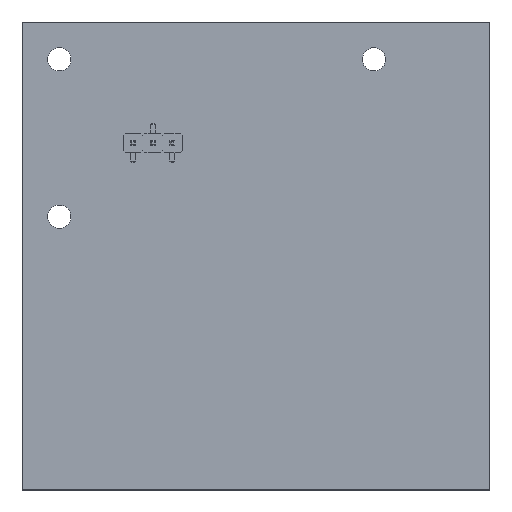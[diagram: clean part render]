
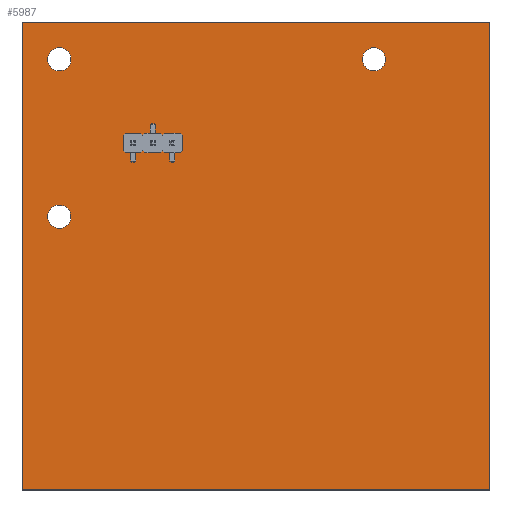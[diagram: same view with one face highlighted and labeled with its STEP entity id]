
A CAD part, top view. The second image highlights one B-rep face of the part: STEP entity #5987.
In plain terms, the highlighted planar face has unit normal (0, 0, 1).
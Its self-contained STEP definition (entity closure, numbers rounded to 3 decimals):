
#5595 = VERTEX_POINT('',#5596);
#5596 = CARTESIAN_POINT('',(205.236,-132.106,1.58));
#5603 = PLANE('',#5604);
#5604 = AXIS2_PLACEMENT_3D('',#5605,#5606,#5607);
#5605 = CARTESIAN_POINT('',(205.236,-132.106,0.));
#5606 = DIRECTION('',(0.,-1.,0.));
#5607 = DIRECTION('',(-1.,0.,0.));
#5615 = PLANE('',#5616);
#5616 = AXIS2_PLACEMENT_3D('',#5617,#5618,#5619);
#5617 = CARTESIAN_POINT('',(205.236,-71.654,0.));
#5618 = DIRECTION('',(1.,0.,-0.));
#5619 = DIRECTION('',(0.,-1.,0.));
#5627 = EDGE_CURVE('',#5595,#5628,#5630,.T.);
#5628 = VERTEX_POINT('',#5629);
#5629 = CARTESIAN_POINT('',(144.784,-132.106,1.58));
#5630 = SURFACE_CURVE('',#5631,(#5635,#5642),.PCURVE_S1.);
#5631 = LINE('',#5632,#5633);
#5632 = CARTESIAN_POINT('',(205.236,-132.106,1.58));
#5633 = VECTOR('',#5634,1.);
#5634 = DIRECTION('',(-1.,0.,0.));
#5635 = PCURVE('',#5603,#5636);
#5636 = DEFINITIONAL_REPRESENTATION('',(#5637),#5641);
#5637 = LINE('',#5638,#5639);
#5638 = CARTESIAN_POINT('',(0.,-1.58));
#5639 = VECTOR('',#5640,1.);
#5640 = DIRECTION('',(1.,0.));
#5641 = ( GEOMETRIC_REPRESENTATION_CONTEXT(2) 
PARAMETRIC_REPRESENTATION_CONTEXT() REPRESENTATION_CONTEXT('2D SPACE',''
  ) );
#5642 = PCURVE('',#5643,#5648);
#5643 = PLANE('',#5644);
#5644 = AXIS2_PLACEMENT_3D('',#5645,#5646,#5647);
#5645 = CARTESIAN_POINT('',(175.01,-101.88,1.58));
#5646 = DIRECTION('',(-0.,-0.,-1.));
#5647 = DIRECTION('',(-1.,0.,0.));
#5648 = DEFINITIONAL_REPRESENTATION('',(#5649),#5653);
#5649 = LINE('',#5650,#5651);
#5650 = CARTESIAN_POINT('',(-30.226,-30.226));
#5651 = VECTOR('',#5652,1.);
#5652 = DIRECTION('',(1.,0.));
#5653 = ( GEOMETRIC_REPRESENTATION_CONTEXT(2) 
PARAMETRIC_REPRESENTATION_CONTEXT() REPRESENTATION_CONTEXT('2D SPACE',''
  ) );
#5671 = PLANE('',#5672);
#5672 = AXIS2_PLACEMENT_3D('',#5673,#5674,#5675);
#5673 = CARTESIAN_POINT('',(144.784,-132.106,0.));
#5674 = DIRECTION('',(-1.,0.,0.));
#5675 = DIRECTION('',(0.,1.,0.));
#5715 = VERTEX_POINT('',#5716);
#5716 = CARTESIAN_POINT('',(205.236,-71.654,1.58));
#5730 = PLANE('',#5731);
#5731 = AXIS2_PLACEMENT_3D('',#5732,#5733,#5734);
#5732 = CARTESIAN_POINT('',(144.784,-71.654,0.));
#5733 = DIRECTION('',(0.,1.,0.));
#5734 = DIRECTION('',(1.,0.,0.));
#5742 = EDGE_CURVE('',#5715,#5595,#5743,.T.);
#5743 = SURFACE_CURVE('',#5744,(#5748,#5755),.PCURVE_S1.);
#5744 = LINE('',#5745,#5746);
#5745 = CARTESIAN_POINT('',(205.236,-71.654,1.58));
#5746 = VECTOR('',#5747,1.);
#5747 = DIRECTION('',(0.,-1.,0.));
#5748 = PCURVE('',#5615,#5749);
#5749 = DEFINITIONAL_REPRESENTATION('',(#5750),#5754);
#5750 = LINE('',#5751,#5752);
#5751 = CARTESIAN_POINT('',(0.,-1.58));
#5752 = VECTOR('',#5753,1.);
#5753 = DIRECTION('',(1.,0.));
#5754 = ( GEOMETRIC_REPRESENTATION_CONTEXT(2) 
PARAMETRIC_REPRESENTATION_CONTEXT() REPRESENTATION_CONTEXT('2D SPACE',''
  ) );
#5755 = PCURVE('',#5643,#5756);
#5756 = DEFINITIONAL_REPRESENTATION('',(#5757),#5761);
#5757 = LINE('',#5758,#5759);
#5758 = CARTESIAN_POINT('',(-30.226,30.226));
#5759 = VECTOR('',#5760,1.);
#5760 = DIRECTION('',(0.,-1.));
#5761 = ( GEOMETRIC_REPRESENTATION_CONTEXT(2) 
PARAMETRIC_REPRESENTATION_CONTEXT() REPRESENTATION_CONTEXT('2D SPACE',''
  ) );
#5789 = EDGE_CURVE('',#5628,#5790,#5792,.T.);
#5790 = VERTEX_POINT('',#5791);
#5791 = CARTESIAN_POINT('',(144.784,-71.654,1.58));
#5792 = SURFACE_CURVE('',#5793,(#5797,#5804),.PCURVE_S1.);
#5793 = LINE('',#5794,#5795);
#5794 = CARTESIAN_POINT('',(144.784,-132.106,1.58));
#5795 = VECTOR('',#5796,1.);
#5796 = DIRECTION('',(0.,1.,0.));
#5797 = PCURVE('',#5671,#5798);
#5798 = DEFINITIONAL_REPRESENTATION('',(#5799),#5803);
#5799 = LINE('',#5800,#5801);
#5800 = CARTESIAN_POINT('',(0.,-1.58));
#5801 = VECTOR('',#5802,1.);
#5802 = DIRECTION('',(1.,0.));
#5803 = ( GEOMETRIC_REPRESENTATION_CONTEXT(2) 
PARAMETRIC_REPRESENTATION_CONTEXT() REPRESENTATION_CONTEXT('2D SPACE',''
  ) );
#5804 = PCURVE('',#5643,#5805);
#5805 = DEFINITIONAL_REPRESENTATION('',(#5806),#5810);
#5806 = LINE('',#5807,#5808);
#5807 = CARTESIAN_POINT('',(30.226,-30.226));
#5808 = VECTOR('',#5809,1.);
#5809 = DIRECTION('',(0.,1.));
#5810 = ( GEOMETRIC_REPRESENTATION_CONTEXT(2) 
PARAMETRIC_REPRESENTATION_CONTEXT() REPRESENTATION_CONTEXT('2D SPACE',''
  ) );
#5906 = CYLINDRICAL_SURFACE('',#5907,1.5);
#5907 = AXIS2_PLACEMENT_3D('',#5908,#5909,#5910);
#5908 = CARTESIAN_POINT('',(149.61,-96.8,-0.79));
#5909 = DIRECTION('',(0.,0.,1.));
#5910 = DIRECTION('',(1.,0.,-0.));
#5941 = CYLINDRICAL_SURFACE('',#5942,1.5);
#5942 = AXIS2_PLACEMENT_3D('',#5943,#5944,#5945);
#5943 = CARTESIAN_POINT('',(190.25,-76.48,-0.79));
#5944 = DIRECTION('',(0.,0.,1.));
#5945 = DIRECTION('',(1.,0.,-0.));
#5976 = CYLINDRICAL_SURFACE('',#5977,1.5);
#5977 = AXIS2_PLACEMENT_3D('',#5978,#5979,#5980);
#5978 = CARTESIAN_POINT('',(149.61,-76.48,-0.79));
#5979 = DIRECTION('',(0.,0.,1.));
#5980 = DIRECTION('',(1.,0.,-0.));
#5987 = ADVANCED_FACE('',(#5988,#6014,#6044,#6074),#5643,.F.);
#5988 = FACE_BOUND('',#5989,.F.);
#5989 = EDGE_LOOP('',(#5990,#5991,#5992,#6013));
#5990 = ORIENTED_EDGE('',*,*,#5627,.T.);
#5991 = ORIENTED_EDGE('',*,*,#5789,.T.);
#5992 = ORIENTED_EDGE('',*,*,#5993,.T.);
#5993 = EDGE_CURVE('',#5790,#5715,#5994,.T.);
#5994 = SURFACE_CURVE('',#5995,(#5999,#6006),.PCURVE_S1.);
#5995 = LINE('',#5996,#5997);
#5996 = CARTESIAN_POINT('',(144.784,-71.654,1.58));
#5997 = VECTOR('',#5998,1.);
#5998 = DIRECTION('',(1.,0.,0.));
#5999 = PCURVE('',#5643,#6000);
#6000 = DEFINITIONAL_REPRESENTATION('',(#6001),#6005);
#6001 = LINE('',#6002,#6003);
#6002 = CARTESIAN_POINT('',(30.226,30.226));
#6003 = VECTOR('',#6004,1.);
#6004 = DIRECTION('',(-1.,0.));
#6005 = ( GEOMETRIC_REPRESENTATION_CONTEXT(2) 
PARAMETRIC_REPRESENTATION_CONTEXT() REPRESENTATION_CONTEXT('2D SPACE',''
  ) );
#6006 = PCURVE('',#5730,#6007);
#6007 = DEFINITIONAL_REPRESENTATION('',(#6008),#6012);
#6008 = LINE('',#6009,#6010);
#6009 = CARTESIAN_POINT('',(0.,-1.58));
#6010 = VECTOR('',#6011,1.);
#6011 = DIRECTION('',(1.,0.));
#6012 = ( GEOMETRIC_REPRESENTATION_CONTEXT(2) 
PARAMETRIC_REPRESENTATION_CONTEXT() REPRESENTATION_CONTEXT('2D SPACE',''
  ) );
#6013 = ORIENTED_EDGE('',*,*,#5742,.T.);
#6014 = FACE_BOUND('',#6015,.F.);
#6015 = EDGE_LOOP('',(#6016));
#6016 = ORIENTED_EDGE('',*,*,#6017,.T.);
#6017 = EDGE_CURVE('',#6018,#6018,#6020,.T.);
#6018 = VERTEX_POINT('',#6019);
#6019 = CARTESIAN_POINT('',(151.11,-96.8,1.58));
#6020 = SURFACE_CURVE('',#6021,(#6026,#6037),.PCURVE_S1.);
#6021 = CIRCLE('',#6022,1.5);
#6022 = AXIS2_PLACEMENT_3D('',#6023,#6024,#6025);
#6023 = CARTESIAN_POINT('',(149.61,-96.8,1.58));
#6024 = DIRECTION('',(0.,0.,1.));
#6025 = DIRECTION('',(1.,0.,-0.));
#6026 = PCURVE('',#5643,#6027);
#6027 = DEFINITIONAL_REPRESENTATION('',(#6028),#6036);
#6028 = ( BOUNDED_CURVE() B_SPLINE_CURVE(2,(#6029,#6030,#6031,#6032,
#6033,#6034,#6035),.UNSPECIFIED.,.T.,.F.) B_SPLINE_CURVE_WITH_KNOTS((1,2
    ,2,2,2,1),(-2.094,0.,2.094,4.189,
6.283,8.378),.UNSPECIFIED.) CURVE() 
GEOMETRIC_REPRESENTATION_ITEM() RATIONAL_B_SPLINE_CURVE((1.,0.5,1.,0.5,
1.,0.5,1.)) REPRESENTATION_ITEM('') );
#6029 = CARTESIAN_POINT('',(23.9,5.08));
#6030 = CARTESIAN_POINT('',(23.9,7.678));
#6031 = CARTESIAN_POINT('',(26.15,6.379));
#6032 = CARTESIAN_POINT('',(28.4,5.08));
#6033 = CARTESIAN_POINT('',(26.15,3.781));
#6034 = CARTESIAN_POINT('',(23.9,2.482));
#6035 = CARTESIAN_POINT('',(23.9,5.08));
#6036 = ( GEOMETRIC_REPRESENTATION_CONTEXT(2) 
PARAMETRIC_REPRESENTATION_CONTEXT() REPRESENTATION_CONTEXT('2D SPACE',''
  ) );
#6037 = PCURVE('',#5906,#6038);
#6038 = DEFINITIONAL_REPRESENTATION('',(#6039),#6043);
#6039 = LINE('',#6040,#6041);
#6040 = CARTESIAN_POINT('',(0.,2.37));
#6041 = VECTOR('',#6042,1.);
#6042 = DIRECTION('',(1.,0.));
#6043 = ( GEOMETRIC_REPRESENTATION_CONTEXT(2) 
PARAMETRIC_REPRESENTATION_CONTEXT() REPRESENTATION_CONTEXT('2D SPACE',''
  ) );
#6044 = FACE_BOUND('',#6045,.F.);
#6045 = EDGE_LOOP('',(#6046));
#6046 = ORIENTED_EDGE('',*,*,#6047,.T.);
#6047 = EDGE_CURVE('',#6048,#6048,#6050,.T.);
#6048 = VERTEX_POINT('',#6049);
#6049 = CARTESIAN_POINT('',(191.75,-76.48,1.58));
#6050 = SURFACE_CURVE('',#6051,(#6056,#6067),.PCURVE_S1.);
#6051 = CIRCLE('',#6052,1.5);
#6052 = AXIS2_PLACEMENT_3D('',#6053,#6054,#6055);
#6053 = CARTESIAN_POINT('',(190.25,-76.48,1.58));
#6054 = DIRECTION('',(0.,0.,1.));
#6055 = DIRECTION('',(1.,0.,-0.));
#6056 = PCURVE('',#5643,#6057);
#6057 = DEFINITIONAL_REPRESENTATION('',(#6058),#6066);
#6058 = ( BOUNDED_CURVE() B_SPLINE_CURVE(2,(#6059,#6060,#6061,#6062,
#6063,#6064,#6065),.UNSPECIFIED.,.T.,.F.) B_SPLINE_CURVE_WITH_KNOTS((1,2
    ,2,2,2,1),(-2.094,0.,2.094,4.189,
6.283,8.378),.UNSPECIFIED.) CURVE() 
GEOMETRIC_REPRESENTATION_ITEM() RATIONAL_B_SPLINE_CURVE((1.,0.5,1.,0.5,
1.,0.5,1.)) REPRESENTATION_ITEM('') );
#6059 = CARTESIAN_POINT('',(-16.74,25.4));
#6060 = CARTESIAN_POINT('',(-16.74,27.998));
#6061 = CARTESIAN_POINT('',(-14.49,26.699));
#6062 = CARTESIAN_POINT('',(-12.24,25.4));
#6063 = CARTESIAN_POINT('',(-14.49,24.101));
#6064 = CARTESIAN_POINT('',(-16.74,22.802));
#6065 = CARTESIAN_POINT('',(-16.74,25.4));
#6066 = ( GEOMETRIC_REPRESENTATION_CONTEXT(2) 
PARAMETRIC_REPRESENTATION_CONTEXT() REPRESENTATION_CONTEXT('2D SPACE',''
  ) );
#6067 = PCURVE('',#5941,#6068);
#6068 = DEFINITIONAL_REPRESENTATION('',(#6069),#6073);
#6069 = LINE('',#6070,#6071);
#6070 = CARTESIAN_POINT('',(0.,2.37));
#6071 = VECTOR('',#6072,1.);
#6072 = DIRECTION('',(1.,0.));
#6073 = ( GEOMETRIC_REPRESENTATION_CONTEXT(2) 
PARAMETRIC_REPRESENTATION_CONTEXT() REPRESENTATION_CONTEXT('2D SPACE',''
  ) );
#6074 = FACE_BOUND('',#6075,.F.);
#6075 = EDGE_LOOP('',(#6076));
#6076 = ORIENTED_EDGE('',*,*,#6077,.T.);
#6077 = EDGE_CURVE('',#6078,#6078,#6080,.T.);
#6078 = VERTEX_POINT('',#6079);
#6079 = CARTESIAN_POINT('',(151.11,-76.48,1.58));
#6080 = SURFACE_CURVE('',#6081,(#6086,#6097),.PCURVE_S1.);
#6081 = CIRCLE('',#6082,1.5);
#6082 = AXIS2_PLACEMENT_3D('',#6083,#6084,#6085);
#6083 = CARTESIAN_POINT('',(149.61,-76.48,1.58));
#6084 = DIRECTION('',(0.,0.,1.));
#6085 = DIRECTION('',(1.,0.,-0.));
#6086 = PCURVE('',#5643,#6087);
#6087 = DEFINITIONAL_REPRESENTATION('',(#6088),#6096);
#6088 = ( BOUNDED_CURVE() B_SPLINE_CURVE(2,(#6089,#6090,#6091,#6092,
#6093,#6094,#6095),.UNSPECIFIED.,.T.,.F.) B_SPLINE_CURVE_WITH_KNOTS((1,2
    ,2,2,2,1),(-2.094,0.,2.094,4.189,
6.283,8.378),.UNSPECIFIED.) CURVE() 
GEOMETRIC_REPRESENTATION_ITEM() RATIONAL_B_SPLINE_CURVE((1.,0.5,1.,0.5,
1.,0.5,1.)) REPRESENTATION_ITEM('') );
#6089 = CARTESIAN_POINT('',(23.9,25.4));
#6090 = CARTESIAN_POINT('',(23.9,27.998));
#6091 = CARTESIAN_POINT('',(26.15,26.699));
#6092 = CARTESIAN_POINT('',(28.4,25.4));
#6093 = CARTESIAN_POINT('',(26.15,24.101));
#6094 = CARTESIAN_POINT('',(23.9,22.802));
#6095 = CARTESIAN_POINT('',(23.9,25.4));
#6096 = ( GEOMETRIC_REPRESENTATION_CONTEXT(2) 
PARAMETRIC_REPRESENTATION_CONTEXT() REPRESENTATION_CONTEXT('2D SPACE',''
  ) );
#6097 = PCURVE('',#5976,#6098);
#6098 = DEFINITIONAL_REPRESENTATION('',(#6099),#6103);
#6099 = LINE('',#6100,#6101);
#6100 = CARTESIAN_POINT('',(0.,2.37));
#6101 = VECTOR('',#6102,1.);
#6102 = DIRECTION('',(1.,0.));
#6103 = ( GEOMETRIC_REPRESENTATION_CONTEXT(2) 
PARAMETRIC_REPRESENTATION_CONTEXT() REPRESENTATION_CONTEXT('2D SPACE',''
  ) );
